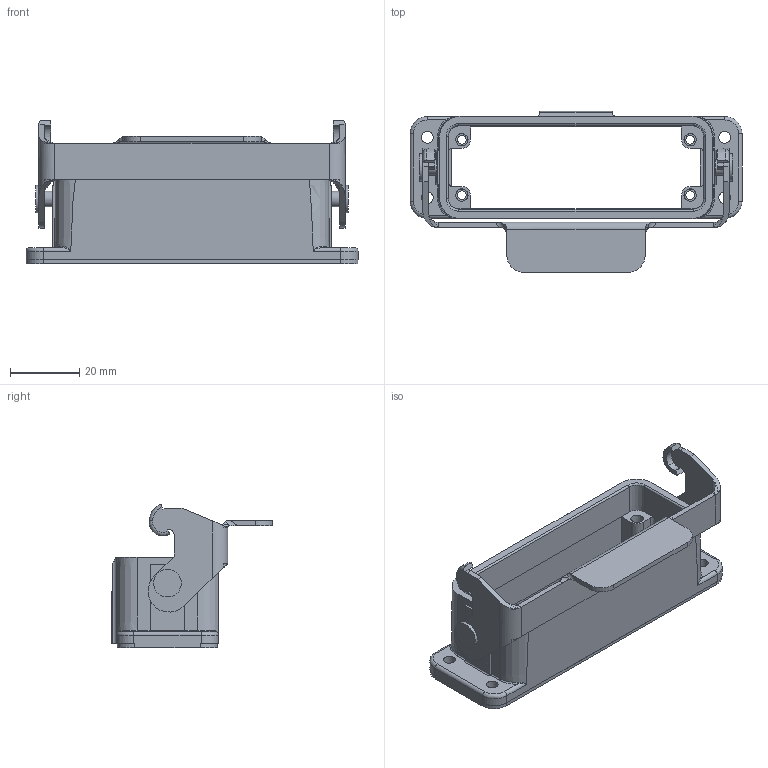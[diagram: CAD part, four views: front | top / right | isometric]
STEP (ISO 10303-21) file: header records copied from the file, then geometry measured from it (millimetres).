
FILE_DESCRIPTION(/* description */ (''),/* implementation_level */ '2;1');
FILE_NAME(/* name */ 'c146 10f025 000 2nxm001-02.stp',/* time_stamp */ '2018-08-13T08:30:02+02:00',/* author */ (''),/* organization */ (''),/* preprocessor_version */ 'ST-DEVELOPER v16',/* originating_system */ 'SIEMENS PLM Software NX 11.0',/* authorisation */ '');
FILE_SCHEMA (('AUTOMOTIVE_DESIGN { 1 0 10303 214 3 1 1 1 }'));
Length unit declared in the file: millimetre
Products named in the file (1): c146 10f025 000 2nxm001-02
Bounding box: 96 x 46.62 x 41.53 mm (x, y, z)
Volume: 21959.3 mm3; surface area: 19200.5 mm2
Topology: 1 solids, 3 shells, 260 faces, 673 edges, 425 vertices
Faces by surface type: plane 108, cylinder 92, bspline 40, cone 20
Full cylindrical faces by diameter (mm): 2.5 x4, 2.8 x1, 3.4 x4, 3.5 x4, 4.5 x2, 8 x2
Entity records: 10586 total; most frequent: CARTESIAN_POINT 2866, ORIENTED_EDGE 1272, DIRECTION 1219, EDGE_CURVE 636, AXIS2_PLACEMENT_3D 450, VERTEX_POINT 417, LINE 319, VECTOR 319
